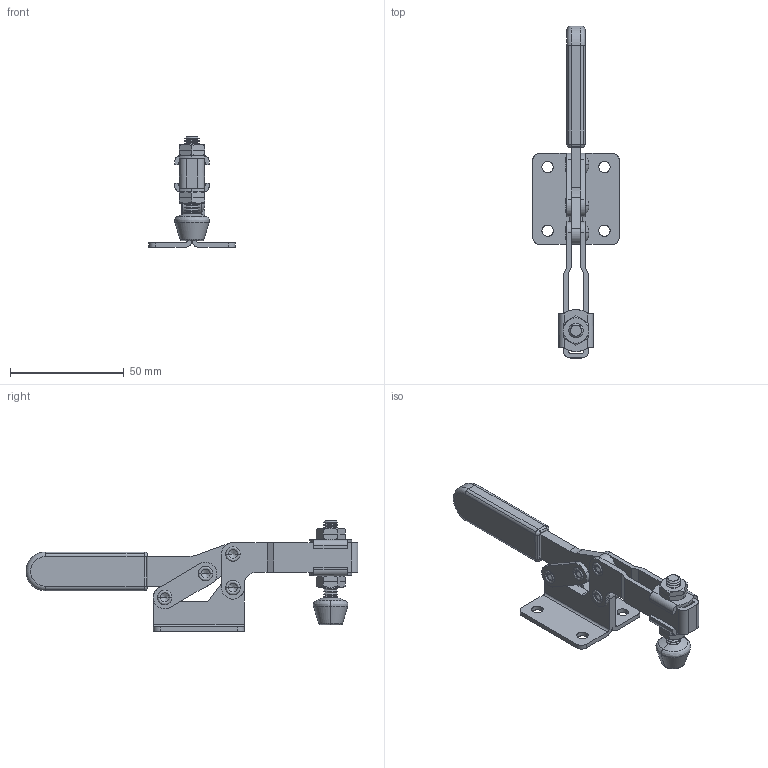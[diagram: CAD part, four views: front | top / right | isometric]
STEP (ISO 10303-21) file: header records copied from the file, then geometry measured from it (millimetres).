
FILE_DESCRIPTION((''),' ');
FILE_NAME('GH-201C.stp',' ',('stephen'),('BIB design'),' ','ACIS 14.0',' ');
FILE_SCHEMA(('automotive_design'));
Length unit declared in the file: inch
Products named in the file (16): Part_575; Part_348; Part_346; Part_1222; Part_1331; Part_59169; Part_59396; Part_59623; Part_59850; Part_207566; Part_203047; Part_204645; Part_204646; Part_205418; Part_205513; Part_205935
Bounding box: 38 x 146 x 48.68 mm (x, y, z)
Volume: 26192 mm3; surface area: 21414.5 mm2
Topology: 16 solids, 16 shells, 475 faces, 1677 edges, 1226 vertices
Faces by surface type: revolution 285, bspline 108, plane 54, cylinder 26, torus 2
Entity records: 44569 total; most frequent: CARTESIAN_POINT 12119, PRESENTATION_STYLE_ASSIGNMENT 3814, COLOUR_RGB 3814, STYLED_ITEM 3378, ORIENTED_EDGE 3322, DIRECTION 2114, CURVE_STYLE 2097, EDGE_CURVE 1661
